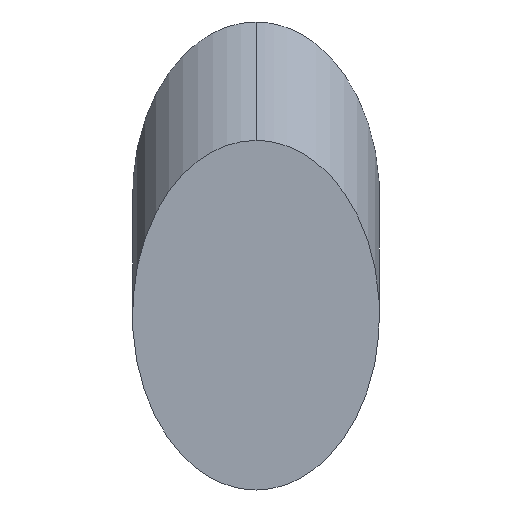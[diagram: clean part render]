
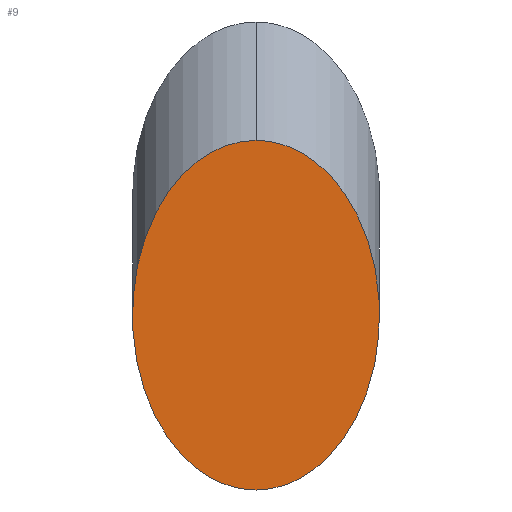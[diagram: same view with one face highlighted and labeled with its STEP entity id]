
A CAD part, top view. The second image highlights one B-rep face of the part: STEP entity #9.
In plain terms, the highlighted planar face has unit normal (0, 0, 1).
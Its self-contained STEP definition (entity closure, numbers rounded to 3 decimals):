
#9 = ADVANCED_FACE ( 'NONE', ( #133 ), #89, .T. ) ;
#11 = VERTEX_POINT ( 'NONE', #148 ) ;
#16 = CARTESIAN_POINT ( 'NONE',  ( 54.392, 35.789, 0. ) ) ;
#19 = CARTESIAN_POINT ( 'NONE',  ( 54.392, 44.629, 0. ) ) ;
#25 =( BOUNDED_CURVE ( )  B_SPLINE_CURVE ( 3, ( #90, #59, #78, #105 ),
 .UNSPECIFIED., .F., .F. ) 
 B_SPLINE_CURVE_WITH_KNOTS ( ( 4, 4 ),
 ( 3.142, 6.283 ),
 .UNSPECIFIED. ) 
 CURVE ( )  GEOMETRIC_REPRESENTATION_ITEM ( )  RATIONAL_B_SPLINE_CURVE ( ( 1., 0.333, 0.333, 1. ) ) 
 REPRESENTATION_ITEM ( '' )  );
#27 = EDGE_CURVE ( 'NONE', #11, #98, #25, .T. ) ;
#43 = CARTESIAN_POINT ( 'NONE',  ( 66.892, 44.629, 0. ) ) ;
#58 = EDGE_CURVE ( 'NONE', #98, #11, #115, .T. ) ;
#59 = CARTESIAN_POINT ( 'NONE',  ( 41.892, 44.629, 0. ) ) ;
#63 = DIRECTION ( 'NONE',  ( 0., 0., 1. ) ) ;
#73 = ORIENTED_EDGE ( 'NONE', *, *, #27, .T. ) ;
#78 = CARTESIAN_POINT ( 'NONE',  ( 41.892, 26.949, 0. ) ) ;
#89 = PLANE ( 'NONE',  #101 ) ;
#90 = CARTESIAN_POINT ( 'NONE',  ( 54.392, 44.629, 0. ) ) ;
#98 = VERTEX_POINT ( 'NONE', #129 ) ;
#100 = ORIENTED_EDGE ( 'NONE', *, *, #58, .T. ) ;
#101 = AXIS2_PLACEMENT_3D ( 'NONE', #16, #63, #139 ) ;
#105 = CARTESIAN_POINT ( 'NONE',  ( 54.392, 26.949, 0. ) ) ;
#115 =( BOUNDED_CURVE ( )  B_SPLINE_CURVE ( 3, ( #117, #119, #43, #19 ),
 .UNSPECIFIED., .F., .F. ) 
 B_SPLINE_CURVE_WITH_KNOTS ( ( 4, 4 ),
 ( 0., 3.142 ),
 .UNSPECIFIED. ) 
 CURVE ( )  GEOMETRIC_REPRESENTATION_ITEM ( )  RATIONAL_B_SPLINE_CURVE ( ( 1., 0.333, 0.333, 1. ) ) 
 REPRESENTATION_ITEM ( '' )  );
#117 = CARTESIAN_POINT ( 'NONE',  ( 54.392, 26.949, 0. ) ) ;
#119 = CARTESIAN_POINT ( 'NONE',  ( 66.892, 26.949, 0. ) ) ;
#129 = CARTESIAN_POINT ( 'NONE',  ( 54.392, 26.949, 0. ) ) ;
#133 = FACE_OUTER_BOUND ( 'NONE', #137, .T. ) ;
#137 = EDGE_LOOP ( 'NONE', ( #100, #73 ) ) ;
#139 = DIRECTION ( 'NONE',  ( 1., 0., 0. ) ) ;
#148 = CARTESIAN_POINT ( 'NONE',  ( 54.392, 44.629, 0. ) ) ;
